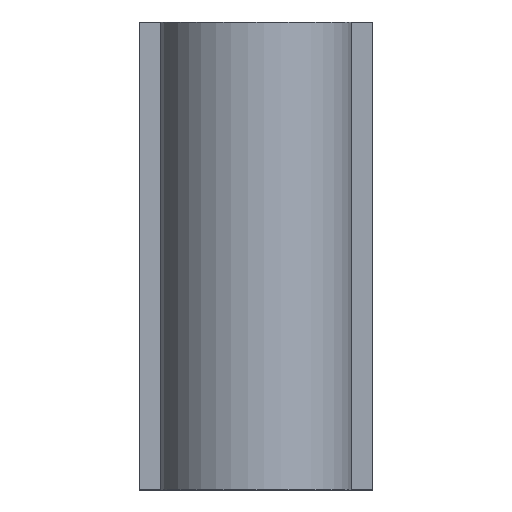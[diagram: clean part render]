
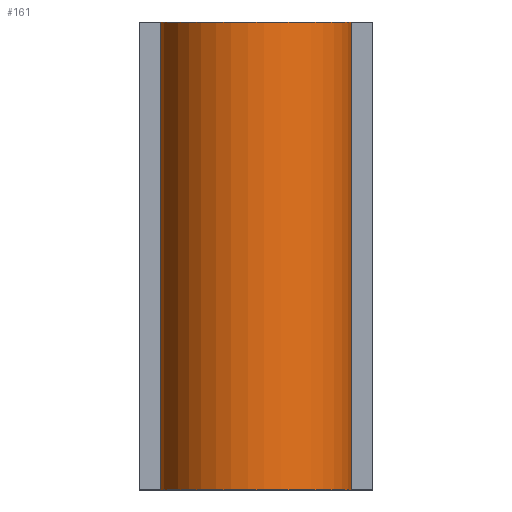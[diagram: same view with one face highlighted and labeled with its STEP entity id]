
A CAD part, top view. The second image highlights one B-rep face of the part: STEP entity #161.
In plain terms, the highlighted cylindrical face has radius 7.785 mm (diameter 15.57 mm), a partial arc.
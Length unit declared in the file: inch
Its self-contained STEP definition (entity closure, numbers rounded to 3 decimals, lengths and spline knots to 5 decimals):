
#24=FACE_OUTER_BOUND('',#33,.T.);
#33=EDGE_LOOP('',(#117,#118,#119,#120));
#44=CIRCLE('',#185,0.3065);
#45=CIRCLE('',#186,0.3065);
#48=LINE('',#246,#65);
#49=LINE('',#250,#66);
#65=VECTOR('',#201,0.3937);
#66=VECTOR('',#204,0.3937);
#82=VERTEX_POINT('',#244);
#83=VERTEX_POINT('',#245);
#84=VERTEX_POINT('',#247);
#85=VERTEX_POINT('',#249);
#96=EDGE_CURVE('',#82,#83,#48,.T.);
#97=EDGE_CURVE('',#82,#84,#44,.T.);
#98=EDGE_CURVE('',#85,#84,#49,.T.);
#99=EDGE_CURVE('',#83,#85,#45,.T.);
#117=ORIENTED_EDGE('',*,*,#96,.F.);
#118=ORIENTED_EDGE('',*,*,#97,.T.);
#119=ORIENTED_EDGE('',*,*,#98,.F.);
#120=ORIENTED_EDGE('',*,*,#99,.F.);
#159=CYLINDRICAL_SURFACE('',#184,0.3065);
#161=ADVANCED_FACE('',(#24),#159,.T.);
#184=AXIS2_PLACEMENT_3D('',#243,#199,#200);
#185=AXIS2_PLACEMENT_3D('',#248,#202,#203);
#186=AXIS2_PLACEMENT_3D('',#251,#205,#206);
#199=DIRECTION('center_axis',(0.,-1.,0.));
#200=DIRECTION('ref_axis',(0.,0.,1.));
#201=DIRECTION('',(0.,-1.,0.));
#202=DIRECTION('center_axis',(0.,-1.,0.));
#203=DIRECTION('ref_axis',(-1.,0.,0.));
#204=DIRECTION('',(0.,1.,0.));
#205=DIRECTION('center_axis',(0.,-1.,0.));
#206=DIRECTION('ref_axis',(-1.,0.,0.));
#243=CARTESIAN_POINT('Origin',(-0.80672,1.49566,0.35));
#244=CARTESIAN_POINT('',(-0.6294,1.49566,0.1));
#245=CARTESIAN_POINT('',(-0.6294,-0.00434,0.1));
#246=CARTESIAN_POINT('',(-0.6294,1.49566,0.1));
#247=CARTESIAN_POINT('',(-0.98404,1.49566,0.1));
#248=CARTESIAN_POINT('Origin',(-0.80672,1.49566,0.35));
#249=CARTESIAN_POINT('',(-0.98404,-0.00434,0.1));
#250=CARTESIAN_POINT('',(-0.98404,1.49566,0.1));
#251=CARTESIAN_POINT('Origin',(-0.80672,-0.00434,
0.35));
